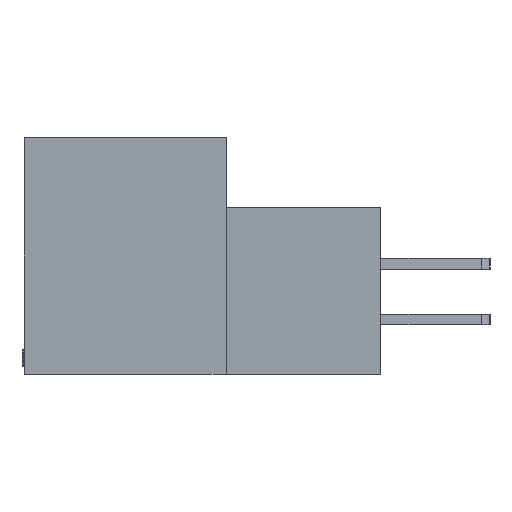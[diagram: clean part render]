
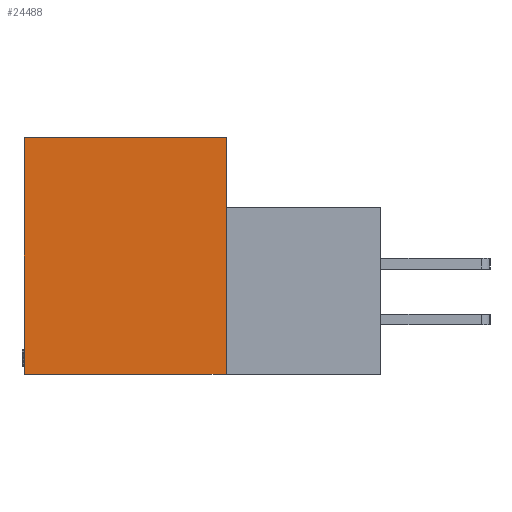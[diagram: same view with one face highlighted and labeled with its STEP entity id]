
A CAD part, left-side view. The second image highlights one B-rep face of the part: STEP entity #24488.
In plain terms, the highlighted planar face has unit normal (-1, 0, 0).
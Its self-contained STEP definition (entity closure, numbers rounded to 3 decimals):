
#226 = VERTEX_POINT ( 'NONE', #16483 ) ;
#1506 = EDGE_CURVE ( 'NONE', #4877, #226, #20439, .T. ) ;
#4877 = VERTEX_POINT ( 'NONE', #9610 ) ;
#6213 = ORIENTED_EDGE ( 'NONE', *, *, #7012, .F. ) ;
#6530 = EDGE_LOOP ( 'NONE', ( #20197, #34826, #6213, #34146 ) ) ;
#7012 = EDGE_CURVE ( 'NONE', #19183, #4877, #16420, .T. ) ;
#7741 = VECTOR ( 'NONE', #20459, 1000. ) ;
#7781 = CARTESIAN_POINT ( 'NONE',  ( 0., 11.506, -13.487 ) ) ;
#8974 = LINE ( 'NONE', #30709, #12386 ) ;
#9235 = VECTOR ( 'NONE', #25247, 1000. ) ;
#9610 = CARTESIAN_POINT ( 'NONE',  ( 0., 0., 0. ) ) ;
#10357 = VECTOR ( 'NONE', #23366, 1000. ) ;
#11233 = CARTESIAN_POINT ( 'NONE',  ( 0., 11.506, 0. ) ) ;
#12133 = EDGE_CURVE ( 'NONE', #226, #15833, #8974, .T. ) ;
#12386 = VECTOR ( 'NONE', #33439, 1000. ) ;
#14714 = CARTESIAN_POINT ( 'NONE',  ( 0., 11.506, 0. ) ) ;
#15195 = CARTESIAN_POINT ( 'NONE',  ( 0., 11.506, -13.487 ) ) ;
#15833 = VERTEX_POINT ( 'NONE', #7781 ) ;
#16420 = LINE ( 'NONE', #14714, #9235 ) ;
#16483 = CARTESIAN_POINT ( 'NONE',  ( 0., 0., -13.487 ) ) ;
#19183 = VERTEX_POINT ( 'NONE', #11233 ) ;
#20197 = ORIENTED_EDGE ( 'NONE', *, *, #12133, .F. ) ;
#20439 = LINE ( 'NONE', #25541, #7741 ) ;
#20459 = DIRECTION ( 'NONE',  ( 0., 0., -1. ) ) ;
#20594 = AXIS2_PLACEMENT_3D ( 'NONE', #26914, #29496, #26576 ) ;
#21522 = FACE_OUTER_BOUND ( 'NONE', #6530, .T. ) ;
#23366 = DIRECTION ( 'NONE',  ( 0., 0., 1. ) ) ;
#24488 = ADVANCED_FACE ( 'NONE', ( #21522 ), #32098, .F. ) ;
#25247 = DIRECTION ( 'NONE',  ( 0., -1., 0. ) ) ;
#25541 = CARTESIAN_POINT ( 'NONE',  ( 0., 0., 0. ) ) ;
#26506 = EDGE_CURVE ( 'NONE', #15833, #19183, #33600, .T. ) ;
#26576 = DIRECTION ( 'NONE',  ( 0., 0., -1. ) ) ;
#26914 = CARTESIAN_POINT ( 'NONE',  ( 0., 0., 0. ) ) ;
#29496 = DIRECTION ( 'NONE',  ( 1., 0., 0. ) ) ;
#30709 = CARTESIAN_POINT ( 'NONE',  ( 0., -8.814, -13.487 ) ) ;
#32098 = PLANE ( 'NONE',  #20594 ) ;
#33439 = DIRECTION ( 'NONE',  ( 0., 1., 0. ) ) ;
#33600 = LINE ( 'NONE', #15195, #10357 ) ;
#34146 = ORIENTED_EDGE ( 'NONE', *, *, #26506, .F. ) ;
#34826 = ORIENTED_EDGE ( 'NONE', *, *, #1506, .F. ) ;
